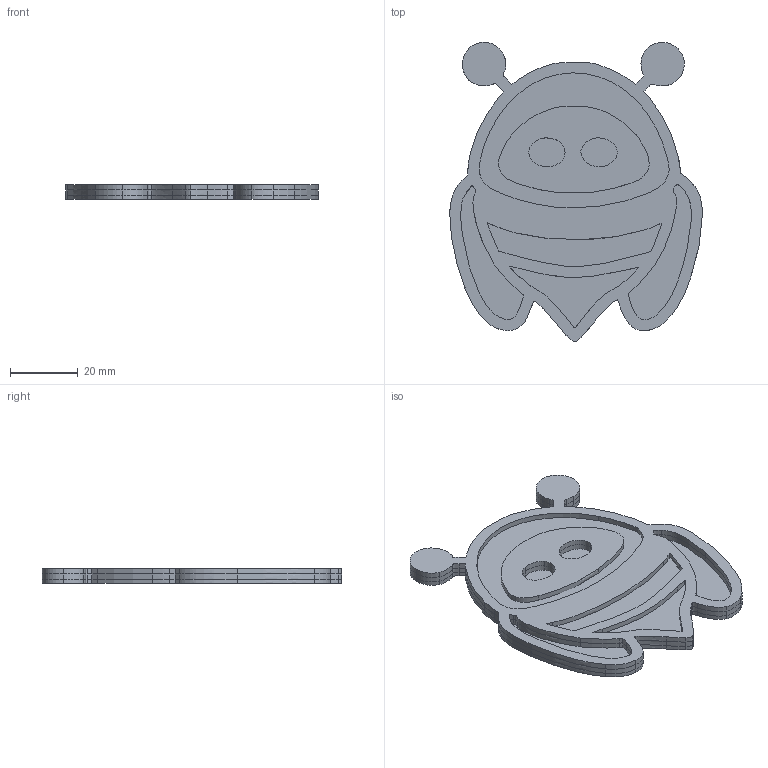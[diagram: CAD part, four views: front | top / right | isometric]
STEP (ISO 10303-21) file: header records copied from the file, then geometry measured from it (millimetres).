
FILE_DESCRIPTION(('FreeCAD Model'),'2;1');
FILE_NAME('Open CASCADE Shape Model','2024-06-12T23:38:19',(''),(''), 'Open CASCADE STEP processor 7.6','FreeCAD','Unknown');
FILE_SCHEMA(('AUTOMOTIVE_DESIGN { 1 0 10303 214 1 1 1 1 }'));
Length unit declared in the file: millimetre
Products named in the file (2): Part_top; Body_top
Assembly tree (1 placements, depth 2):
  Part_top
    Body_top
Bounding box: 74.5 x 88.26 x 4.4 mm (x, y, z)
Volume: 16885 mm3; surface area: 13053.7 mm2
Topology: 1 solids, 1 shells, 290 faces, 682 edges, 410 vertices
Faces by surface type: extrusion 264, plane 18, cylinder 8
Full cylindrical faces by diameter (mm): 3.1 x4, 6.5 x4
Entity records: 8946 total; most frequent: CARTESIAN_POINT 3108, ORIENTED_EDGE 1364, EDGE_CURVE 682, B_SPLINE_CURVE_WITH_KNOTS 658, DIRECTION 624, VECTOR 536, VERTEX_POINT 410, FACE_BOUND 306
